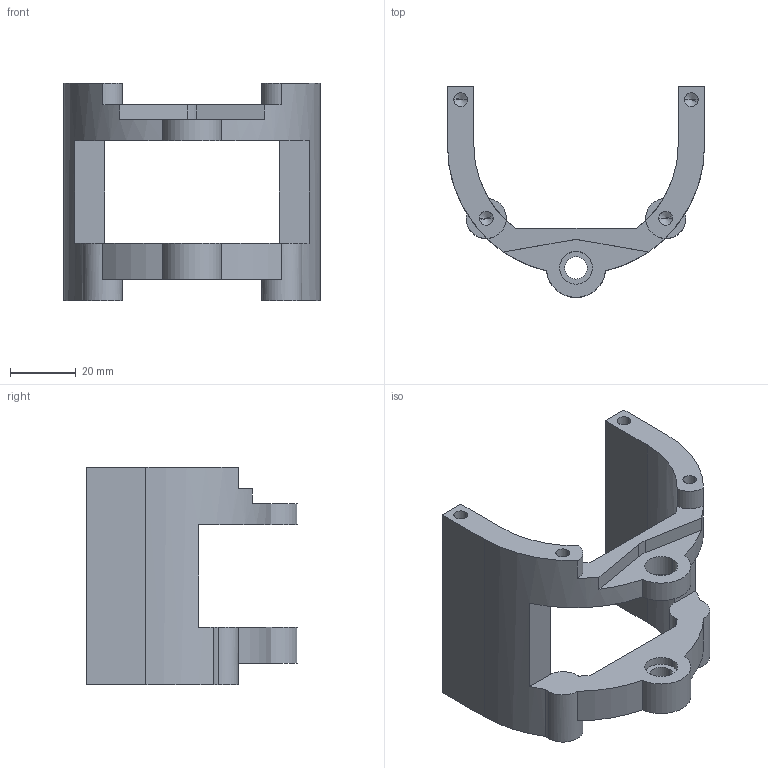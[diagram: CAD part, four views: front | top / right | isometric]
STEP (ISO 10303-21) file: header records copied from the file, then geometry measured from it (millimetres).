
FILE_DESCRIPTION (( 'STEP AP214' ), '1' );
FILE_NAME ('ALTI2-USI-010-A-PIVOT2.STEP', '2021-12-22T15:48:39', ( '' ), ( '' ), 'SwSTEP 2.0', 'SolidWorks 2021', '' );
FILE_SCHEMA (( 'AUTOMOTIVE_DESIGN' ));
Length unit declared in the file: millimetre
Products named in the file (1): ALTI2-USI-010-A-PIVOT2
Bounding box: 78 x 63.97 x 66 mm (x, y, z)
Volume: 53440.4 mm3; surface area: 22284.3 mm2
Topology: 1 solids, 1 shells, 95 faces, 258 edges, 152 vertices
Faces by surface type: cylinder 48, cone 24, plane 23
Entity records: 3180 total; most frequent: DIRECTION 542, CARTESIAN_POINT 482, ORIENTED_EDGE 468, EDGE_CURVE 234, AXIS2_PLACEMENT_3D 212, VERTEX_POINT 152, VECTOR 118, LINE 118
